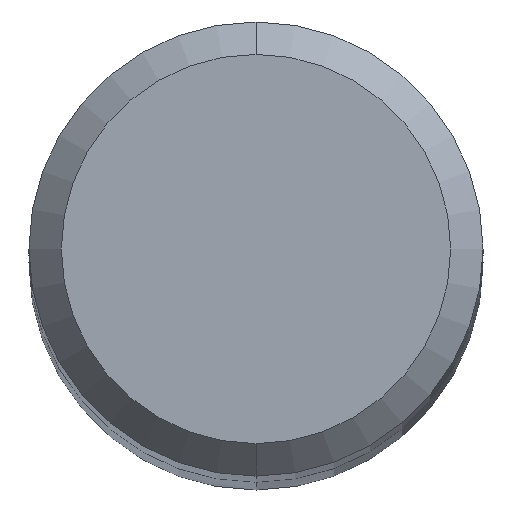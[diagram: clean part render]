
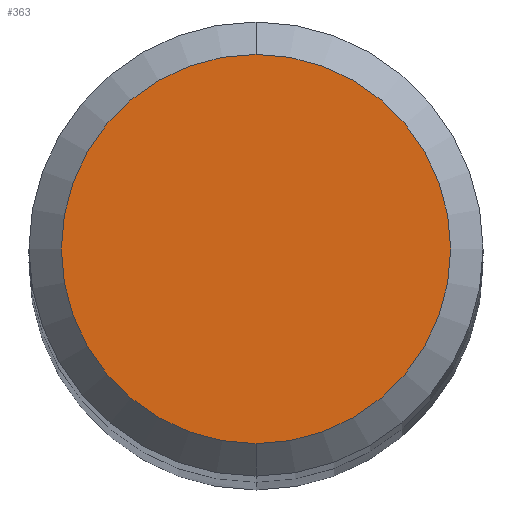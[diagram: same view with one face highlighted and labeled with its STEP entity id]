
A CAD part, top view. The second image highlights one B-rep face of the part: STEP entity #363.
In plain terms, the highlighted planar face has unit normal (0, 0, 1).
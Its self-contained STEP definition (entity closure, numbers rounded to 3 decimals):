
#207=EDGE_CURVE('',#291,#299,#470,.T.);
#291=VERTEX_POINT('',#565);
#299=VERTEX_POINT('',#575);
#355=EDGE_CURVE('',#299,#291,#636,.T.);
#363=ADVANCED_FACE('',(#645),#646,.T.);
#470=CIRCLE('',#832,1.8);
#565=CARTESIAN_POINT('',(0.0,1.8,30.0));
#575=CARTESIAN_POINT('',(0.,-1.8,30.0));
#636=CIRCLE('',#1167,1.8);
#645=FACE_OUTER_BOUND('',#1192,.T.);
#646=PLANE('',#1193);
#832=AXIS2_PLACEMENT_3D('',#1342,#1343,#1344);
#1167=AXIS2_PLACEMENT_3D('',#1543,#1544,#1545);
#1192=EDGE_LOOP('',(#1557,#1558));
#1193=AXIS2_PLACEMENT_3D('',#1559,#1560,#1561);
#1342=CARTESIAN_POINT('',(0.0,0.0,30.0));
#1343=DIRECTION('',(0.0,0.0,-1.0));
#1344=DIRECTION('',(0.0,1.0,0.0));
#1543=CARTESIAN_POINT('',(0.0,0.0,30.0));
#1544=DIRECTION('',(0.0,0.0,-1.0));
#1545=DIRECTION('',(0.0,1.0,0.0));
#1557=ORIENTED_EDGE('',*,*,#207,.F.);
#1558=ORIENTED_EDGE('',*,*,#355,.F.);
#1559=CARTESIAN_POINT('',(0.0,0.9,30.0));
#1560=DIRECTION('',(-0.0,0.0,1.0));
#1561=DIRECTION('',(0.0,-1.0,0.0));
